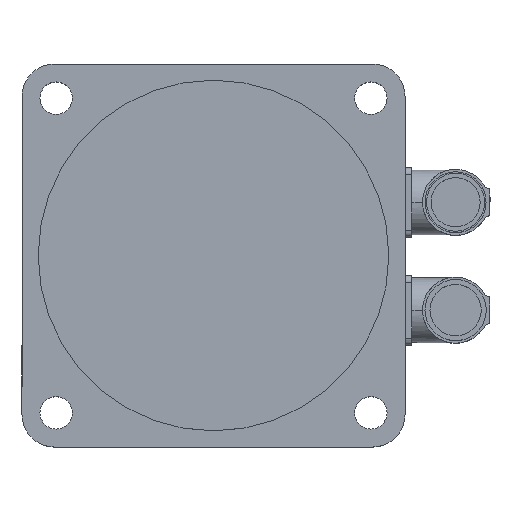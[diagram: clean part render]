
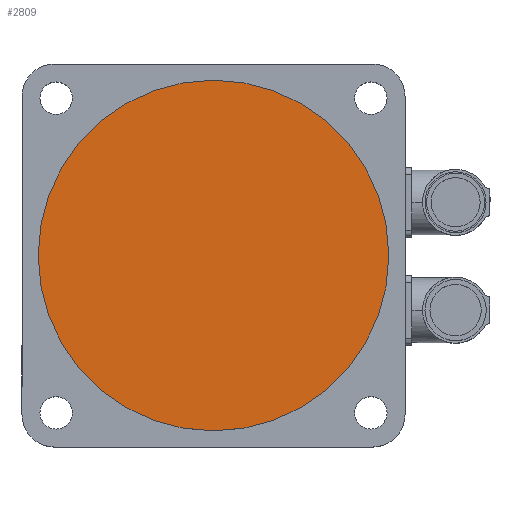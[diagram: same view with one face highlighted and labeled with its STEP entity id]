
A CAD part, top view. The second image highlights one B-rep face of the part: STEP entity #2809.
In plain terms, the highlighted planar face has unit normal (0, 0, 1).
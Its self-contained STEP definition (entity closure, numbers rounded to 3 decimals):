
#401 = DIRECTION ( 'NONE',  ( 0., 0., 1. ) ) ;
#676 = ORIENTED_EDGE ( 'NONE', *, *, #3051, .T. ) ;
#916 = DIRECTION ( 'NONE',  ( 1., 0., 0. ) ) ;
#940 = AXIS2_PLACEMENT_3D ( 'NONE', #2047, #4697, #1692 ) ;
#968 = DIRECTION ( 'NONE',  ( 0., 0., 1. ) ) ;
#1174 = DIRECTION ( 'NONE',  ( 1., 0., 0. ) ) ;
#1253 = CIRCLE ( 'NONE', #3244, 65. ) ;
#1326 = AXIS2_PLACEMENT_3D ( 'NONE', #3066, #401, #1174 ) ;
#1509 = VERTEX_POINT ( 'NONE', #4665 ) ;
#1692 = DIRECTION ( 'NONE',  ( 1., 0., 0. ) ) ;
#1883 = ORIENTED_EDGE ( 'NONE', *, *, #3467, .T. ) ;
#2047 = CARTESIAN_POINT ( 'NONE',  ( 0., 0., 16.25 ) ) ;
#2717 = CARTESIAN_POINT ( 'NONE',  ( 65., 0., 16.25 ) ) ;
#2809 = ADVANCED_FACE ( 'NONE', ( #3431 ), #3384, .T. ) ;
#3051 = EDGE_CURVE ( 'NONE', #4483, #1509, #1253, .T. ) ;
#3066 = CARTESIAN_POINT ( 'NONE',  ( 0., 0., 16.25 ) ) ;
#3244 = AXIS2_PLACEMENT_3D ( 'NONE', #3474, #968, #916 ) ;
#3363 = EDGE_LOOP ( 'NONE', ( #676, #1883 ) ) ;
#3384 = PLANE ( 'NONE',  #1326 ) ;
#3400 = CIRCLE ( 'NONE', #940, 65. ) ;
#3431 = FACE_OUTER_BOUND ( 'NONE', #3363, .T. ) ;
#3467 = EDGE_CURVE ( 'NONE', #1509, #4483, #3400, .T. ) ;
#3474 = CARTESIAN_POINT ( 'NONE',  ( 0., 0., 16.25 ) ) ;
#4483 = VERTEX_POINT ( 'NONE', #2717 ) ;
#4665 = CARTESIAN_POINT ( 'NONE',  ( -65., 0., 16.25 ) ) ;
#4697 = DIRECTION ( 'NONE',  ( 0., 0., 1. ) ) ;
